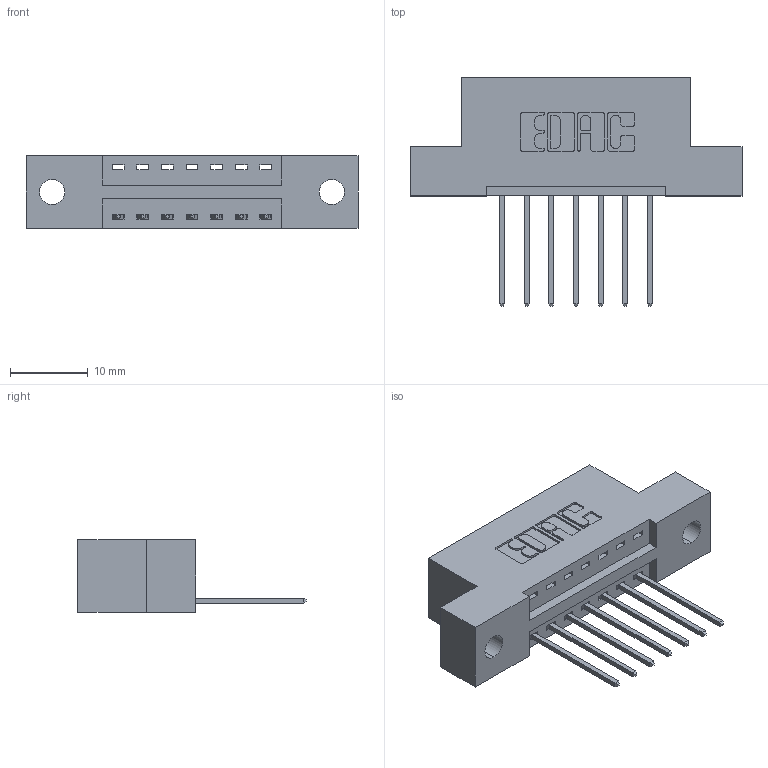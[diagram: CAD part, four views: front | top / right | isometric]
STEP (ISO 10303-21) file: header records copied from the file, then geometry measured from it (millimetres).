
FILE_DESCRIPTION (( 'STEP AP203' ), '1' );
FILE_NAME ('346-007-540-102.STEP', '2018-08-17T03:58:29', ( '' ), ( '' ), 'SwSTEP 2.0', 'SolidWorks 2016', '' );
FILE_SCHEMA (( 'CONFIG_CONTROL_DESIGN' ));
Length unit declared in the file: inch
Products named in the file (3): 346 Part_Flush Mounting Lugs - 0.128 Dia; 345-292-001_345-293-140; 346-007-540-102
Assembly tree (8 placements, depth 2):
  346-007-540-102
    346 Part_Flush Mounting Lugs - 0.128 Dia
    345-292-001_345-293-140  x7
Bounding box: 42.8 x 29.46 x 9.4 mm (x, y, z)
Volume: 3828.5 mm3; surface area: 4205.4 mm2
Topology: 8 solids, 8 shells, 528 faces, 1561 edges, 1030 vertices
Faces by surface type: plane 356, cylinder 172
Entity records: 9077 total; most frequent: CARTESIAN_POINT 1573, ORIENTED_EDGE 1514, DIRECTION 1431, EDGE_CURVE 757, VECTOR 597, LINE 597, VERTEX_POINT 502, AXIS2_PLACEMENT_3D 417
